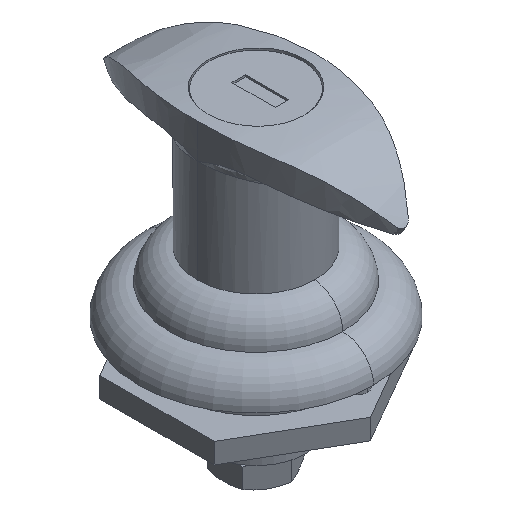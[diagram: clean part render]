
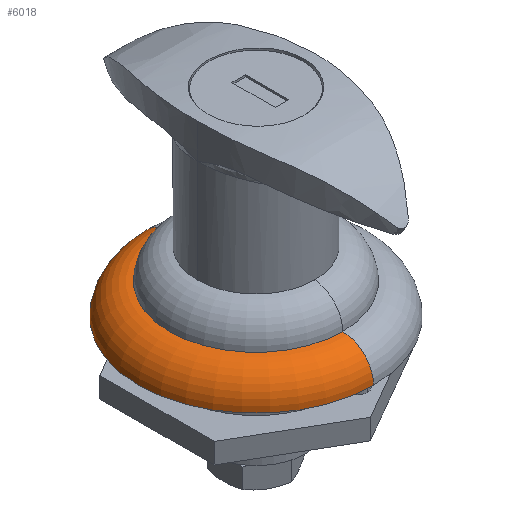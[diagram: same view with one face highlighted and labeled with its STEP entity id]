
A CAD part, isometric view. The second image highlights one B-rep face of the part: STEP entity #6018.
In plain terms, the highlighted toroidal (fillet/blend) face has major radius 14 mm and minor radius 5 mm.
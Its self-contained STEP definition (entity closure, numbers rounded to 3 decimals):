
#77 = DIRECTION ( 'NONE',  ( 0., 0., 1. ) ) ;
#451 = CARTESIAN_POINT ( 'NONE',  ( 19., 0., 0. ) ) ;
#452 = DIRECTION ( 'NONE',  ( 0., -1., 0. ) ) ;
#453 = VERTEX_POINT ( 'NONE', #2048 ) ;
#761 = AXIS2_PLACEMENT_3D ( 'NONE', #3394, #77, #2012 ) ;
#810 = CARTESIAN_POINT ( 'NONE',  ( 14., 0., 5. ) ) ;
#851 = AXIS2_PLACEMENT_3D ( 'NONE', #1058, #2387, #3731 ) ;
#1010 = DIRECTION ( 'NONE',  ( -1., 0., 0. ) ) ;
#1058 = CARTESIAN_POINT ( 'NONE',  ( 0., 0., 0. ) ) ;
#1069 = CIRCLE ( 'NONE', #6968, 5. ) ;
#1125 = AXIS2_PLACEMENT_3D ( 'NONE', #3605, #1625, #3512 ) ;
#1425 = EDGE_CURVE ( 'NONE', #1946, #453, #2511, .T. ) ;
#1625 = DIRECTION ( 'NONE',  ( 0., 0., 1. ) ) ;
#1897 = FACE_OUTER_BOUND ( 'NONE', #3640, .T. ) ;
#1946 = VERTEX_POINT ( 'NONE', #451 ) ;
#2012 = DIRECTION ( 'NONE',  ( 1., 0., 0. ) ) ;
#2048 = CARTESIAN_POINT ( 'NONE',  ( -19., 0., 0. ) ) ;
#2387 = DIRECTION ( 'NONE',  ( 0., 0., 1. ) ) ;
#2511 = CIRCLE ( 'NONE', #851, 19. ) ;
#2812 = TOROIDAL_SURFACE ( 'NONE', #761, 14., 5. ) ;
#2828 = EDGE_CURVE ( 'NONE', #6117, #5353, #7872, .T. ) ;
#3035 = CARTESIAN_POINT ( 'NONE',  ( -14., 0., 5. ) ) ;
#3071 = EDGE_CURVE ( 'NONE', #1946, #6117, #6557, .T. ) ;
#3222 = ORIENTED_EDGE ( 'NONE', *, *, #1425, .T. ) ;
#3394 = CARTESIAN_POINT ( 'NONE',  ( 0., 0., 0. ) ) ;
#3512 = DIRECTION ( 'NONE',  ( 1., 0., 0. ) ) ;
#3605 = CARTESIAN_POINT ( 'NONE',  ( 0., 0., 5. ) ) ;
#3640 = EDGE_LOOP ( 'NONE', ( #3222, #8206, #4022, #8495 ) ) ;
#3724 = DIRECTION ( 'NONE',  ( 0., 0., -1. ) ) ;
#3731 = DIRECTION ( 'NONE',  ( 1., 0., 0. ) ) ;
#4022 = ORIENTED_EDGE ( 'NONE', *, *, #2828, .F. ) ;
#5353 = VERTEX_POINT ( 'NONE', #3035 ) ;
#6018 = ADVANCED_FACE ( 'NONE', ( #1897 ), #2812, .T. ) ;
#6117 = VERTEX_POINT ( 'NONE', #810 ) ;
#6122 = CARTESIAN_POINT ( 'NONE',  ( -14., 0., 0. ) ) ;
#6557 = CIRCLE ( 'NONE', #8477, 5. ) ;
#6720 = EDGE_CURVE ( 'NONE', #453, #5353, #1069, .T. ) ;
#6856 = CARTESIAN_POINT ( 'NONE',  ( 14., 0., 0. ) ) ;
#6968 = AXIS2_PLACEMENT_3D ( 'NONE', #6122, #8283, #1010 ) ;
#7872 = CIRCLE ( 'NONE', #1125, 14. ) ;
#8206 = ORIENTED_EDGE ( 'NONE', *, *, #6720, .T. ) ;
#8283 = DIRECTION ( 'NONE',  ( 0., 1., 0. ) ) ;
#8477 = AXIS2_PLACEMENT_3D ( 'NONE', #6856, #452, #3724 ) ;
#8495 = ORIENTED_EDGE ( 'NONE', *, *, #3071, .F. ) ;
